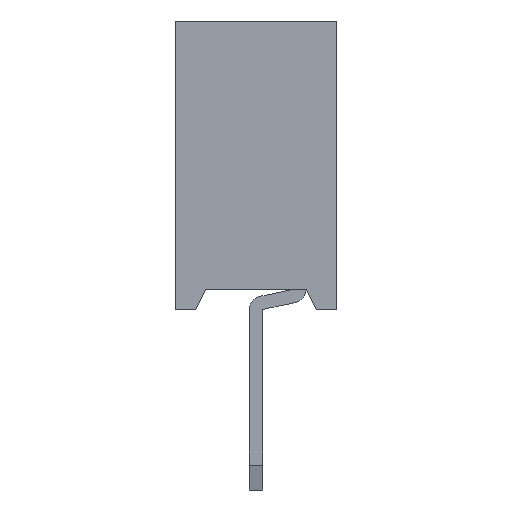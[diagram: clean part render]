
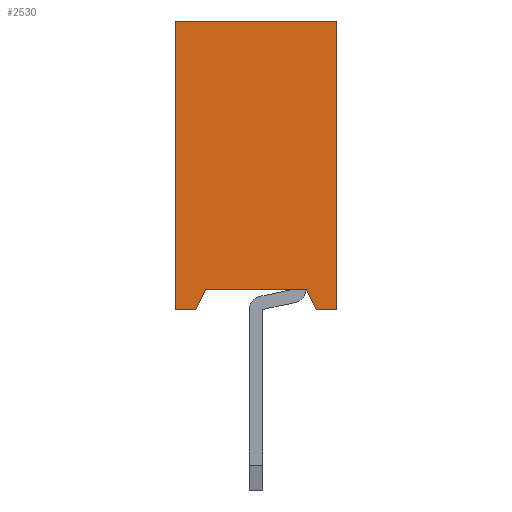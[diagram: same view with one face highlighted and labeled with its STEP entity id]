
A CAD part, left-side view. The second image highlights one B-rep face of the part: STEP entity #2530.
In plain terms, the highlighted planar face has unit normal (-1, 0, 0).
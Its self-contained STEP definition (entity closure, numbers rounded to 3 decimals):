
#2530=ADVANCED_FACE('',(#17054),#17056,.T.);
#17054=FACE_BOUND('',#17055,.T.);
#17055=EDGE_LOOP('',(#27917,#27918,#27919,#27920,#27921,#27922,#27923,#27924));
#17056=PLANE('',#17057);
#17057=AXIS2_PLACEMENT_3D('',#17058,#17059,#17060);
#17058=CARTESIAN_POINT('',(-1.,1.2,0.));
#17059=DIRECTION('',(-1.,0.,0.));
#17060=DIRECTION('',(0.,-1.,0.));
#27917=ORIENTED_EDGE('',*,*,#36182,.T.);
#27918=ORIENTED_EDGE('',*,*,#35767,.T.);
#27919=ORIENTED_EDGE('',*,*,#36183,.T.);
#27920=ORIENTED_EDGE('',*,*,#36184,.T.);
#27921=ORIENTED_EDGE('',*,*,#36185,.T.);
#27922=ORIENTED_EDGE('',*,*,#36186,.F.);
#27923=ORIENTED_EDGE('',*,*,#36187,.F.);
#27924=ORIENTED_EDGE('',*,*,#36137,.T.);
#35767=EDGE_CURVE('',#40238,#40236,#40239,.T.);
#36137=EDGE_CURVE('',#40944,#40942,#40945,.T.);
#36182=EDGE_CURVE('',#40942,#40238,#40996,.F.);
#36183=EDGE_CURVE('',#40236,#40997,#40998,.F.);
#36184=EDGE_CURVE('',#40997,#40999,#41000,.T.);
#36185=EDGE_CURVE('',#40999,#41001,#41002,.T.);
#36186=EDGE_CURVE('',#41003,#41001,#41004,.T.);
#36187=EDGE_CURVE('',#40944,#41003,#41005,.T.);
#40236=VERTEX_POINT('',#47706);
#40238=VERTEX_POINT('',#47710);
#40239=LINE('',#47711,#47712);
#40942=VERTEX_POINT('',#49152);
#40944=VERTEX_POINT('',#49156);
#40945=LINE('',#49157,#49158);
#40996=LINE('',#49298,#49299);
#40997=VERTEX_POINT('',#49301);
#40998=LINE('',#49302,#49303);
#40999=VERTEX_POINT('',#49305);
#41000=LINE('',#49306,#49307);
#41001=VERTEX_POINT('',#49309);
#41002=LINE('',#49310,#49311);
#41003=VERTEX_POINT('',#49313);
#41004=LINE('',#49314,#49315);
#41005=LINE('',#49317,#49318);
#47706=CARTESIAN_POINT('',(-1.,-0.75,0.3));
#47710=CARTESIAN_POINT('',(-1.,0.75,0.3));
#47711=CARTESIAN_POINT('',(-1.,0.75,0.3));
#47712=VECTOR('',#47713,1.);
#47713=DIRECTION('',(0.,-1.,0.));
#49152=CARTESIAN_POINT('',(-1.,0.9,0.));
#49156=CARTESIAN_POINT('',(-1.,1.2,0.));
#49157=CARTESIAN_POINT('',(-1.,1.2,0.));
#49158=VECTOR('',#49159,1.);
#49159=DIRECTION('',(0.,-1.,0.));
#49298=CARTESIAN_POINT('',(-1.,0.75,0.3));
#49299=VECTOR('',#49300,1.);
#49300=DIRECTION('',(0.,0.447,-0.894));
#49301=CARTESIAN_POINT('',(-1.,-0.9,0.));
#49302=CARTESIAN_POINT('',(-1.,-0.9,0.));
#49303=VECTOR('',#49304,1.);
#49304=DIRECTION('',(0.,0.447,0.894));
#49305=CARTESIAN_POINT('',(-1.,-1.2,0.));
#49306=CARTESIAN_POINT('',(-1.,-0.9,0.));
#49307=VECTOR('',#49308,1.);
#49308=DIRECTION('',(0.,-1.,0.));
#49309=CARTESIAN_POINT('',(-1.,-1.2,4.3));
#49310=CARTESIAN_POINT('',(-1.,-1.2,0.));
#49311=VECTOR('',#49312,1.);
#49312=DIRECTION('',(0.,0.,1.));
#49313=CARTESIAN_POINT('',(-1.,1.2,4.3));
#49314=CARTESIAN_POINT('',(-1.,1.2,4.3));
#49315=VECTOR('',#49316,1.);
#49316=DIRECTION('',(0.,-1.,0.));
#49317=CARTESIAN_POINT('',(-1.,1.2,0.));
#49318=VECTOR('',#49319,1.);
#49319=DIRECTION('',(0.,0.,1.));
